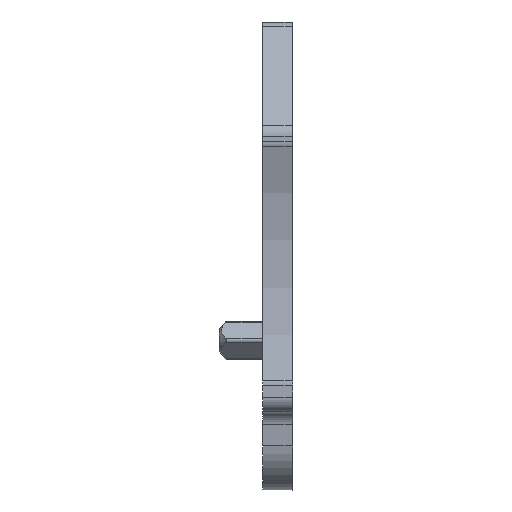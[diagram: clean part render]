
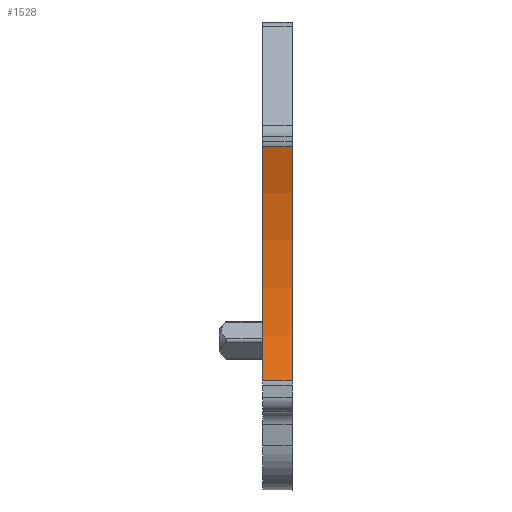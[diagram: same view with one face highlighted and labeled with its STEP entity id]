
A CAD part, front view. The second image highlights one B-rep face of the part: STEP entity #1528.
In plain terms, the highlighted cylindrical face has radius 23.377 mm (diameter 46.753 mm), a partial arc.
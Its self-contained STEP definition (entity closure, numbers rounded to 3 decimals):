
#575=AXIS2_PLACEMENT_3D('Circle Axis2P3D',#573,#574,$) ;
#1508=AXIS2_PLACEMENT_3D('Cylinder Axis2P3D',#1505,#1506,#1507) ;
#1512=AXIS2_PLACEMENT_3D('Circle Axis2P3D',#1510,#1511,$) ;
#570=CARTESIAN_POINT('Vertex',(3.,0.062,7.565)) ;
#573=CARTESIAN_POINT('Axis2P3D Location',(3.,-21.877,15.639)) ;
#577=CARTESIAN_POINT('Vertex',(3.,0.062,23.713)) ;
#1486=CARTESIAN_POINT('Line Origine',(4.05,0.062,7.565)) ;
#1490=CARTESIAN_POINT('Vertex',(5.05,0.062,7.565)) ;
#1505=CARTESIAN_POINT('Axis2P3D Location',(4.05,-21.877,15.639)) ;
#1510=CARTESIAN_POINT('Axis2P3D Location',(5.05,-21.877,15.639)) ;
#1514=CARTESIAN_POINT('Vertex',(5.05,0.062,23.713)) ;
#1517=CARTESIAN_POINT('Line Origine',(4.05,0.062,23.713)) ;
#574=DIRECTION('Axis2P3D Direction',(1.,0.,0.)) ;
#1487=DIRECTION('Vector Direction',(1.,0.,0.)) ;
#1506=DIRECTION('Axis2P3D Direction',(1.,0.,0.)) ;
#1507=DIRECTION('Axis2P3D XDirection',(0.,0.938,-0.345)) ;
#1511=DIRECTION('Axis2P3D Direction',(1.,0.,0.)) ;
#1518=DIRECTION('Vector Direction',(1.,0.,0.)) ;
#1488=VECTOR('Line Direction',#1487,1.) ;
#1519=VECTOR('Line Direction',#1518,1.) ;
#1523=ORIENTED_EDGE('',*,*,#1516,.F.) ;
#1524=ORIENTED_EDGE('',*,*,#1521,.F.) ;
#1525=ORIENTED_EDGE('',*,*,#579,.F.) ;
#1526=ORIENTED_EDGE('',*,*,#1492,.T.) ;
#1528=ADVANCED_FACE('ALEP_DT_4_2C',(#1527),#1509,.F.) ;
#576=CIRCLE('generated circle',#575,23.377) ;
#1513=CIRCLE('generated circle',#1512,23.377) ;
#1509=CYLINDRICAL_SURFACE('generated cylinder',#1508,23.377) ;
#579=EDGE_CURVE('',#571,#578,#576,.T.) ;
#1492=EDGE_CURVE('',#571,#1491,#1489,.T.) ;
#1516=EDGE_CURVE('',#1515,#1491,#1513,.F.) ;
#1521=EDGE_CURVE('',#578,#1515,#1520,.T.) ;
#1522=EDGE_LOOP('',(#1523,#1524,#1525,#1526)) ;
#1527=FACE_OUTER_BOUND('',#1522,.T.) ;
#1489=LINE('Line',#1486,#1488) ;
#1520=LINE('Line',#1517,#1519) ;
#571=VERTEX_POINT('',#570) ;
#578=VERTEX_POINT('',#577) ;
#1491=VERTEX_POINT('',#1490) ;
#1515=VERTEX_POINT('',#1514) ;
